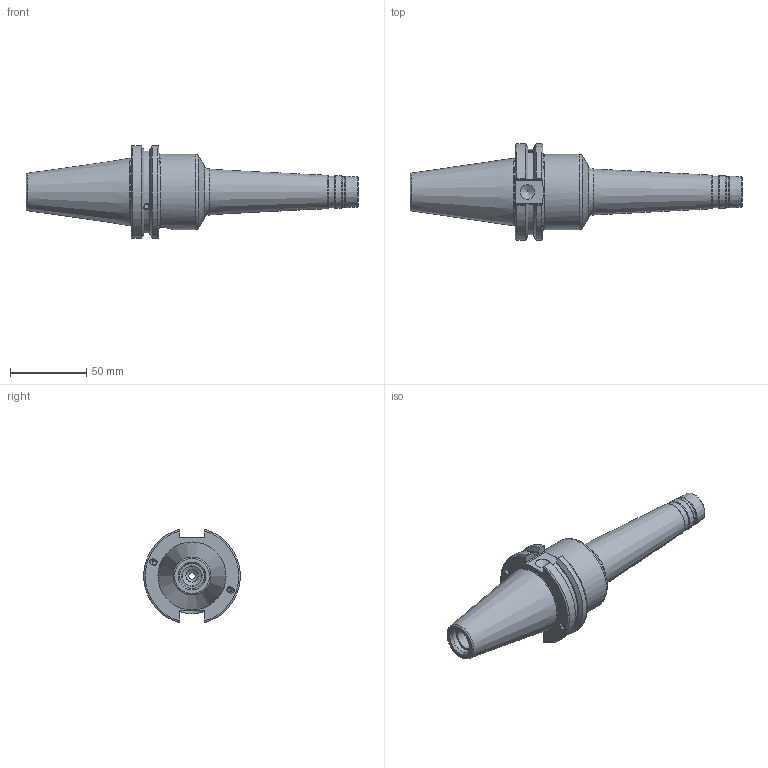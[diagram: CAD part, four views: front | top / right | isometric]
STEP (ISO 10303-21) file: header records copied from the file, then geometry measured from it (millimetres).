
FILE_DESCRIPTION(/* description */ (''),/* implementation_level */ '2;1');
FILE_NAME(/* name */ 'WB022HMC.stp',/* time_stamp */ '2025-03-18T12:06:09+09:00',/* author */ ('YSH'),/* organization */ (''),/* preprocessor_version */ 'ST-DEVELOPER v20',/* originating_system */ 'Autodesk Inventor 2025',/* authorisation */ '');
FILE_SCHEMA (('AUTOMOTIVE_DESIGN { 1 0 10303 214 3 1 1 }'));
Length unit declared in the file: millimetre
Products named in the file (1): LO-CAT40ADB-HMC6.35-150
Bounding box: 218.25 x 63.26 x 61.09 mm (x, y, z)
Volume: 206137.6 mm3; surface area: 35409.9 mm2
Topology: 1 solids, 1 shells, 107 faces, 296 edges, 193 vertices
Faces by surface type: plane 36, cylinder 30, cone 23, torus 18
Full cylindrical faces by diameter (mm): 3.242 x6, 4 x2, 4.134 x1, 4.2 x2, 6.35 x1, 6.8 x1, 8 x1, 9.525 x1, 13 x1, 13.386 x1, 16.3 x1, 49.5 x1
Entity records: 3781 total; most frequent: CARTESIAN_POINT 978, DIRECTION 600, ORIENTED_EDGE 586, EDGE_CURVE 293, AXIS2_PLACEMENT_3D 251, VERTEX_POINT 193, CIRCLE 125, EDGE_LOOP 122
